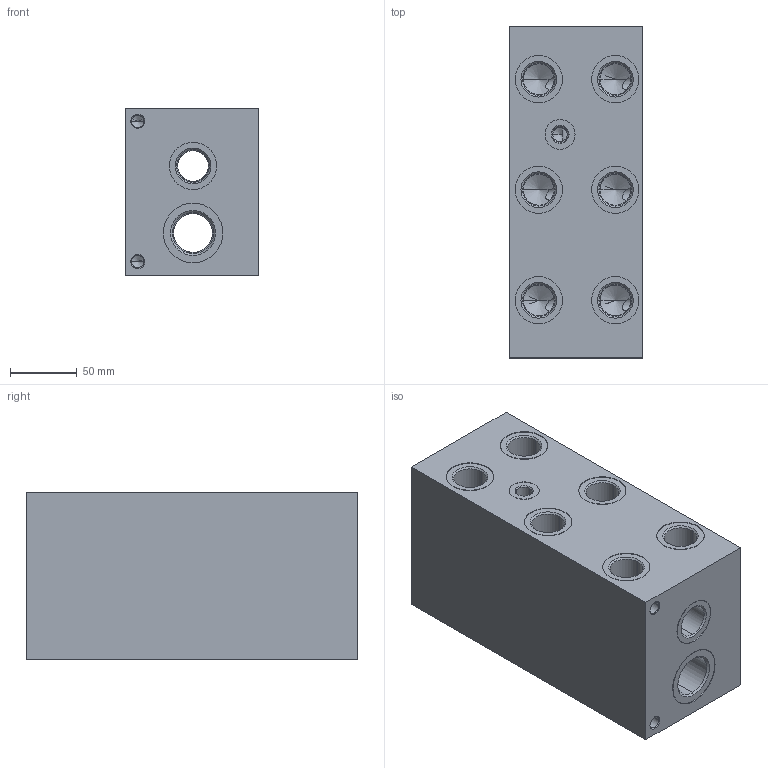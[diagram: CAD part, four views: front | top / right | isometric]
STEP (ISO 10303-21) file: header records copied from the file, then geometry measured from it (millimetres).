
FILE_DESCRIPTION((''),'2;1');
FILE_NAME('VNY_ASM','2021-05-19T',('ProEService'),(''),'PRO/ENGINEER BY PARAMETRIC TECHNOLOGY CORPORATION, 2014200','PRO/ENGINEER BY PARAMETRIC TECHNOLOGY CORPORATION, 2014200','');
FILE_SCHEMA(('CONFIG_CONTROL_DESIGN'));
Length unit declared in the file: inch
Products named in the file (2): 153-218-003; VNY_ASM
Assembly tree (1 placements, depth 2):
  VNY_ASM
    153-218-003
Bounding box: 100.03 x 247.65 x 125.43 mm (x, y, z)
Volume: 2572233.4 mm3; surface area: 230209.7 mm2
Topology: 1 solids, 1 shells, 308 faces, 1176 edges, 1037 vertices
Faces by surface type: cone 151, cylinder 136, plane 19, torus 2
Entity records: 13055 total; most frequent: CARTESIAN_POINT 3599, DIRECTION 2052, ORIENTED_EDGE 1602, EDGE_CURVE 801, AXIS2_PLACEMENT_3D 705, VECTOR 642, LINE 642, VERTEX_POINT 521
